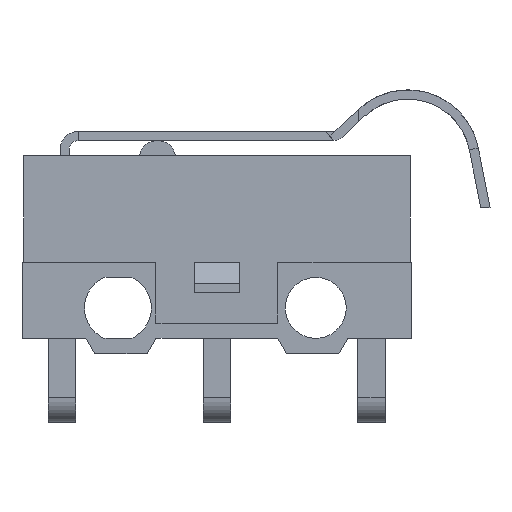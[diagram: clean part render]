
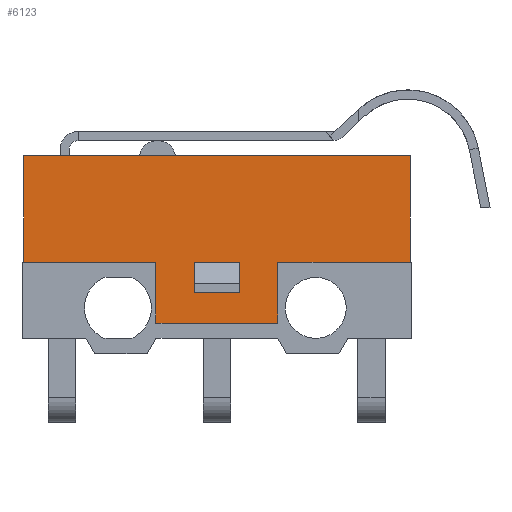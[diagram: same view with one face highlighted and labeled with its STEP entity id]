
A CAD part, front view. The second image highlights one B-rep face of the part: STEP entity #6123.
In plain terms, the highlighted planar face has unit normal (0, -1, 0).
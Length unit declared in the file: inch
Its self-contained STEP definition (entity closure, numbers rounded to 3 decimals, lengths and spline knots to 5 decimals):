
#3316=CARTESIAN_POINT('',(0.02953,-0.1122,-0.0248));
#3317=VERTEX_POINT('',#3316);
#3318=CARTESIAN_POINT('',(0.02953,-0.1122,-0.03937));
#3319=VERTEX_POINT('',#3318);
#3320=CARTESIAN_POINT('',(0.02953,-0.1122,-0.0248));
#3321=DIRECTION('',(0.0,0.0,-1.0));
#3322=VECTOR('',#3321,0.01457);
#3323=LINE('',#3320,#3322);
#3324=EDGE_CURVE('',#3317,#3319,#3323,.T.);
#3356=CARTESIAN_POINT('',(0.07874,-0.1122,0.0));
#3357=VERTEX_POINT('',#3356);
#3358=CARTESIAN_POINT('',(0.07874,-0.1122,-0.07874));
#3359=VERTEX_POINT('',#3358);
#3360=CARTESIAN_POINT('',(0.07874,-0.1122,0.0));
#3361=DIRECTION('',(0.0,0.0,-1.0));
#3362=VECTOR('',#3361,0.07874);
#3363=LINE('',#3360,#3362);
#3364=EDGE_CURVE('',#3357,#3359,#3363,.T.);
#3396=CARTESIAN_POINT('',(-0.07874,-0.1122,-0.07874));
#3397=VERTEX_POINT('',#3396);
#3398=CARTESIAN_POINT('',(-0.07874,-0.1122,-0.07874));
#3399=DIRECTION('',(1.0,0.0,0.0));
#3400=VECTOR('',#3399,0.15748);
#3401=LINE('',#3398,#3400);
#3402=EDGE_CURVE('',#3397,#3359,#3401,.T.);
#3427=CARTESIAN_POINT('',(-0.07874,-0.1122,0.0));
#3428=VERTEX_POINT('',#3427);
#3429=CARTESIAN_POINT('',(-0.07874,-0.1122,0.0));
#3430=DIRECTION('',(0.0,0.0,-1.0));
#3431=VECTOR('',#3430,0.07874);
#3432=LINE('',#3429,#3431);
#3433=EDGE_CURVE('',#3428,#3397,#3432,.T.);
#3499=CARTESIAN_POINT('',(-0.25,-0.1122,0.0));
#3500=VERTEX_POINT('',#3499);
#3501=CARTESIAN_POINT('',(-0.25,-0.1122,0.0));
#3502=DIRECTION('',(1.0,0.0,0.0));
#3503=VECTOR('',#3502,0.17126);
#3504=LINE('',#3501,#3503);
#3505=EDGE_CURVE('',#3500,#3428,#3504,.T.);
#3531=CARTESIAN_POINT('',(0.25,-0.1122,0.0));
#3532=VERTEX_POINT('',#3531);
#3539=CARTESIAN_POINT('',(0.07874,-0.1122,0.0));
#3540=DIRECTION('',(1.0,0.0,0.0));
#3541=VECTOR('',#3540,0.17126);
#3542=LINE('',#3539,#3541);
#3543=EDGE_CURVE('',#3357,#3532,#3542,.T.);
#3819=CARTESIAN_POINT('',(-0.02953,-0.1122,-0.03937));
#3820=VERTEX_POINT('',#3819);
#3821=CARTESIAN_POINT('',(-0.02953,-0.1122,-0.0248));
#3822=VERTEX_POINT('',#3821);
#3823=CARTESIAN_POINT('',(-0.02953,-0.1122,-0.03937));
#3824=DIRECTION('',(0.0,0.0,1.0));
#3825=VECTOR('',#3824,0.01457);
#3826=LINE('',#3823,#3825);
#3827=EDGE_CURVE('',#3820,#3822,#3826,.T.);
#3859=CARTESIAN_POINT('',(0.02953,-0.1122,-0.03937));
#3860=DIRECTION('',(-1.0,0.0,0.0));
#3861=VECTOR('',#3860,0.05906);
#3862=LINE('',#3859,#3861);
#3863=EDGE_CURVE('',#3319,#3820,#3862,.T.);
#4669=CARTESIAN_POINT('',(0.02953,-0.1122,0.0));
#4670=VERTEX_POINT('',#4669);
#4671=CARTESIAN_POINT('',(0.02953,-0.1122,0.0));
#4672=DIRECTION('',(0.0,0.0,-1.0));
#4673=VECTOR('',#4672,0.0248);
#4674=LINE('',#4671,#4673);
#4675=EDGE_CURVE('',#4670,#3317,#4674,.T.);
#4716=CARTESIAN_POINT('',(-0.02953,-0.1122,0.0));
#4717=VERTEX_POINT('',#4716);
#4724=CARTESIAN_POINT('',(-0.02953,-0.1122,-0.0248));
#4725=DIRECTION('',(0.0,0.0,1.0));
#4726=VECTOR('',#4725,0.0248);
#4727=LINE('',#4724,#4726);
#4728=EDGE_CURVE('',#3822,#4717,#4727,.T.);
#4796=CARTESIAN_POINT('',(-0.02953,-0.1122,0.0));
#4797=DIRECTION('',(1.0,0.0,0.0));
#4798=VECTOR('',#4797,0.05906);
#4799=LINE('',#4796,#4798);
#4800=EDGE_CURVE('',#4717,#4670,#4799,.T.);
#6009=CARTESIAN_POINT('',(-0.25,-0.1122,0.1378));
#6010=VERTEX_POINT('',#6009);
#6026=CARTESIAN_POINT('',(-0.25,-0.1122,0.0));
#6027=DIRECTION('',(0.0,0.0,1.0));
#6028=VECTOR('',#6027,0.1378);
#6029=LINE('',#6026,#6028);
#6030=EDGE_CURVE('',#3500,#6010,#6029,.T.);
#6076=CARTESIAN_POINT('',(0.25,-0.1122,0.1378));
#6077=VERTEX_POINT('',#6076);
#6084=CARTESIAN_POINT('',(0.25,-0.1122,0.0));
#6085=DIRECTION('',(0.0,0.0,1.0));
#6086=VECTOR('',#6085,0.1378);
#6087=LINE('',#6084,#6086);
#6088=EDGE_CURVE('',#3532,#6077,#6087,.T.);
#6095=CARTESIAN_POINT('',(-0.275,-0.1122,0.14862));
#6096=DIRECTION('',(0.0,-1.0,0.0));
#6097=DIRECTION('',(0.0,0.0,-1.0));
#6098=AXIS2_PLACEMENT_3D('',#6095,#6096,#6097);
#6099=PLANE('',#6098);
#6100=CARTESIAN_POINT('',(0.25,-0.1122,0.1378));
#6101=DIRECTION('',(-1.0,0.0,0.0));
#6102=VECTOR('',#6101,0.5);
#6103=LINE('',#6100,#6102);
#6104=EDGE_CURVE('',#6077,#6010,#6103,.T.);
#6105=ORIENTED_EDGE('',*,*,#6104,.T.);
#6106=ORIENTED_EDGE('',*,*,#6030,.F.);
#6107=ORIENTED_EDGE('',*,*,#3505,.T.);
#6108=ORIENTED_EDGE('',*,*,#3433,.T.);
#6109=ORIENTED_EDGE('',*,*,#3402,.T.);
#6110=ORIENTED_EDGE('',*,*,#3364,.F.);
#6111=ORIENTED_EDGE('',*,*,#3543,.T.);
#6112=ORIENTED_EDGE('',*,*,#6088,.T.);
#6113=EDGE_LOOP('',(#6105,#6106,#6107,#6108,#6109,#6110,#6111,#6112));
#6114=FACE_OUTER_BOUND('',#6113,.T.);
#6115=ORIENTED_EDGE('',*,*,#3827,.T.);
#6116=ORIENTED_EDGE('',*,*,#4728,.T.);
#6117=ORIENTED_EDGE('',*,*,#4800,.T.);
#6118=ORIENTED_EDGE('',*,*,#4675,.T.);
#6119=ORIENTED_EDGE('',*,*,#3324,.T.);
#6120=ORIENTED_EDGE('',*,*,#3863,.T.);
#6121=EDGE_LOOP('',(#6115,#6116,#6117,#6118,#6119,#6120));
#6122=FACE_BOUND('',#6121,.T.);
#6123=ADVANCED_FACE('',(#6114,#6122),#6099,.T.);
